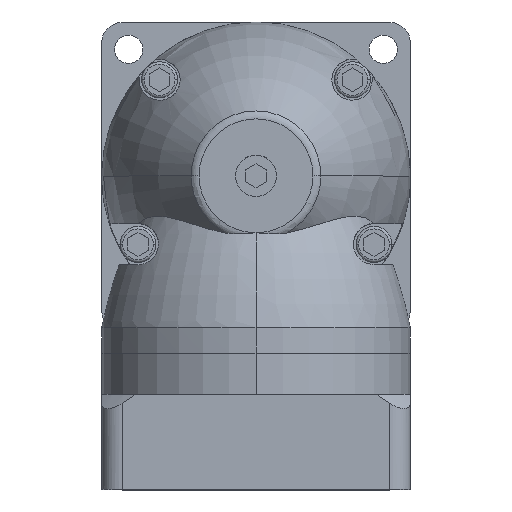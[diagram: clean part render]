
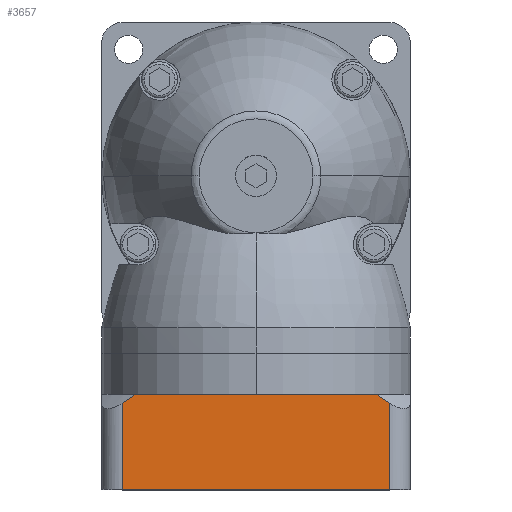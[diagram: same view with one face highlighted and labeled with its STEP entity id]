
A CAD part, top view. The second image highlights one B-rep face of the part: STEP entity #3657.
In plain terms, the highlighted planar face has unit normal (0, 0, 1).
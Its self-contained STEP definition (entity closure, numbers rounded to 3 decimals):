
#279 = LINE ( 'NONE', #11595, #7370 ) ;
#384 = B_SPLINE_CURVE_WITH_KNOTS ( 'NONE', 3,
 ( #7376, #6459, #10233, #1791 ),
 .UNSPECIFIED., .F., .F.,
 ( 4, 4 ),
 ( 0.094, 0.097 ),
 .UNSPECIFIED. ) ;
#1382 = CARTESIAN_POINT ( 'NONE',  ( 26., -44.199, 30. ) ) ;
#1562 = DIRECTION ( 'NONE',  ( 0., 1., 0. ) ) ;
#1791 = CARTESIAN_POINT ( 'NONE',  ( 26., -44.199, 30. ) ) ;
#2050 = AXIS2_PLACEMENT_3D ( 'NONE', #3129, #10585, #5758 ) ;
#2349 = LINE ( 'NONE', #10733, #8417 ) ;
#2936 = CARTESIAN_POINT ( 'NONE',  ( -23.324, -42.5, 30. ) ) ;
#3040 = ORIENTED_EDGE ( 'NONE', *, *, #5759, .T. ) ;
#3129 = CARTESIAN_POINT ( 'NONE',  ( -26., -61., 30. ) ) ;
#3136 = DIRECTION ( 'NONE',  ( -1., 0., 0. ) ) ;
#3657 = ADVANCED_FACE ( 'NONE', ( #6863 ), #7856, .F. ) ;
#3978 = VERTEX_POINT ( 'NONE', #6116 ) ;
#4114 = EDGE_LOOP ( 'NONE', ( #6466, #11431, #11374, #3040, #5762, #11307 ) ) ;
#4536 = DIRECTION ( 'NONE',  ( 0., 1., 0. ) ) ;
#4682 = VECTOR ( 'NONE', #4536, 1000. ) ;
#5758 = DIRECTION ( 'NONE',  ( -1., 0., 0. ) ) ;
#5759 = EDGE_CURVE ( 'NONE', #10462, #8224, #8029, .T. ) ;
#5762 = ORIENTED_EDGE ( 'NONE', *, *, #6337, .F. ) ;
#5900 = CARTESIAN_POINT ( 'NONE',  ( -26., -44.199, 30. ) ) ;
#5957 = DIRECTION ( 'NONE',  ( -1., 0., 0. ) ) ;
#6116 = CARTESIAN_POINT ( 'NONE',  ( -23.324, -42.5, 30. ) ) ;
#6337 = EDGE_CURVE ( 'NONE', #9319, #8224, #384, .T. ) ;
#6459 = CARTESIAN_POINT ( 'NONE',  ( 24.224, -43.052, 30. ) ) ;
#6466 = ORIENTED_EDGE ( 'NONE', *, *, #9677, .F. ) ;
#6690 = CARTESIAN_POINT ( 'NONE',  ( 26., -61., 30. ) ) ;
#6863 = FACE_OUTER_BOUND ( 'NONE', #4114, .T. ) ;
#7152 = VERTEX_POINT ( 'NONE', #7597 ) ;
#7289 = LINE ( 'NONE', #11885, #4682 ) ;
#7346 = CARTESIAN_POINT ( 'NONE',  ( -26., -44.199, 30. ) ) ;
#7370 = VECTOR ( 'NONE', #3136, 1000. ) ;
#7376 = CARTESIAN_POINT ( 'NONE',  ( 23.324, -42.5, 30. ) ) ;
#7389 = VECTOR ( 'NONE', #1562, 1000. ) ;
#7453 = VERTEX_POINT ( 'NONE', #5900 ) ;
#7475 = CARTESIAN_POINT ( 'NONE',  ( -25.116, -43.62, 30. ) ) ;
#7597 = CARTESIAN_POINT ( 'NONE',  ( -26., -61., 30. ) ) ;
#7739 = EDGE_CURVE ( 'NONE', #9319, #3978, #279, .T. ) ;
#7856 = PLANE ( 'NONE',  #2050 ) ;
#8029 = LINE ( 'NONE', #11926, #7389 ) ;
#8224 = VERTEX_POINT ( 'NONE', #1382 ) ;
#8417 = VECTOR ( 'NONE', #5957, 1000. ) ;
#8861 = B_SPLINE_CURVE_WITH_KNOTS ( 'NONE', 3,
 ( #7346, #7475, #10207, #2936 ),
 .UNSPECIFIED., .F., .F.,
 ( 4, 4 ),
 ( 0.041, 0.044 ),
 .UNSPECIFIED. ) ;
#9319 = VERTEX_POINT ( 'NONE', #10715 ) ;
#9677 = EDGE_CURVE ( 'NONE', #7453, #3978, #8861, .T. ) ;
#10207 = CARTESIAN_POINT ( 'NONE',  ( -24.224, -43.053, 30. ) ) ;
#10231 = EDGE_CURVE ( 'NONE', #10462, #7152, #2349, .T. ) ;
#10233 = CARTESIAN_POINT ( 'NONE',  ( 25.117, -43.62, 30. ) ) ;
#10462 = VERTEX_POINT ( 'NONE', #6690 ) ;
#10585 = DIRECTION ( 'NONE',  ( 0., 0., -1. ) ) ;
#10715 = CARTESIAN_POINT ( 'NONE',  ( 23.324, -42.5, 30. ) ) ;
#10733 = CARTESIAN_POINT ( 'NONE',  ( -26., -61., 30. ) ) ;
#11307 = ORIENTED_EDGE ( 'NONE', *, *, #7739, .T. ) ;
#11374 = ORIENTED_EDGE ( 'NONE', *, *, #10231, .F. ) ;
#11431 = ORIENTED_EDGE ( 'NONE', *, *, #11727, .F. ) ;
#11595 = CARTESIAN_POINT ( 'NONE',  ( -26., -42.5, 30. ) ) ;
#11727 = EDGE_CURVE ( 'NONE', #7152, #7453, #7289, .T. ) ;
#11885 = CARTESIAN_POINT ( 'NONE',  ( -26., -61., 30. ) ) ;
#11926 = CARTESIAN_POINT ( 'NONE',  ( 26., -61., 30. ) ) ;
